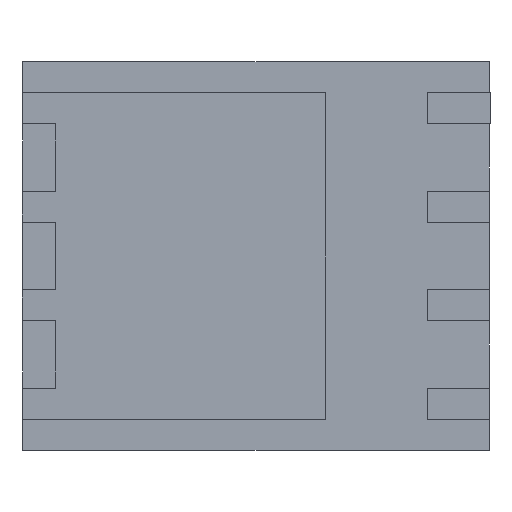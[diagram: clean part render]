
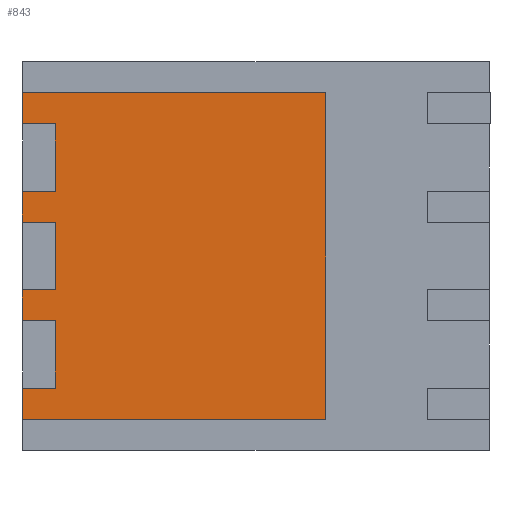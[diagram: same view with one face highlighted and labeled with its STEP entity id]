
A CAD part, front view. The second image highlights one B-rep face of the part: STEP entity #843.
In plain terms, the highlighted planar face has unit normal (0, -1, 0).
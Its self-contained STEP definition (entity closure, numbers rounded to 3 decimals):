
#45 = CARTESIAN_POINT ( 'NONE',  ( -2.58, -0.001, -0.83 ) ) ;
#67 = CARTESIAN_POINT ( 'NONE',  ( -3.01, -0.001, 2.1 ) ) ;
#91 = DIRECTION ( 'NONE',  ( 1., 0., 0. ) ) ;
#117 = VERTEX_POINT ( 'NONE', #45 ) ;
#134 = VERTEX_POINT ( 'NONE', #1092 ) ;
#142 = DIRECTION ( 'NONE',  ( 1., 0., 0. ) ) ;
#227 = VERTEX_POINT ( 'NONE', #2336 ) ;
#244 = LINE ( 'NONE', #3137, #2670 ) ;
#263 = PLANE ( 'NONE',  #1436 ) ;
#270 = VECTOR ( 'NONE', #2758, 1000. ) ;
#416 = VERTEX_POINT ( 'NONE', #2310 ) ;
#477 = DIRECTION ( 'NONE',  ( 1., 0., 0. ) ) ;
#478 = VECTOR ( 'NONE', #142, 1000. ) ;
#487 = DIRECTION ( 'NONE',  ( 0., 0., 1. ) ) ;
#530 = EDGE_CURVE ( 'NONE', #1540, #2256, #1201, .T. ) ;
#537 = LINE ( 'NONE', #1925, #1749 ) ;
#559 = EDGE_LOOP ( 'NONE', ( #675, #1968, #625, #589, #1985, #2826, #1042, #2429, #2668, #1722, #2087, #1992, #1821, #3144, #2403, #2841 ) ) ;
#589 = ORIENTED_EDGE ( 'NONE', *, *, #2501, .T. ) ;
#598 = DIRECTION ( 'NONE',  ( 0., 0., 1. ) ) ;
#600 = VERTEX_POINT ( 'NONE', #2340 ) ;
#625 = ORIENTED_EDGE ( 'NONE', *, *, #1965, .F. ) ;
#631 = VECTOR ( 'NONE', #1411, 1000. ) ;
#645 = CARTESIAN_POINT ( 'NONE',  ( -3.01, -0.001, -0.83 ) ) ;
#675 = ORIENTED_EDGE ( 'NONE', *, *, #2480, .T. ) ;
#723 = VECTOR ( 'NONE', #477, 1000. ) ;
#786 = VECTOR ( 'NONE', #598, 1000. ) ;
#816 = CARTESIAN_POINT ( 'NONE',  ( 0., -0.001, 0.83 ) ) ;
#827 = LINE ( 'NONE', #1967, #723 ) ;
#843 = ADVANCED_FACE ( 'NONE', ( #1495 ), #263, .F. ) ;
#893 = DIRECTION ( 'NONE',  ( 1., 0., 0. ) ) ;
#1005 = VERTEX_POINT ( 'NONE', #1176 ) ;
#1006 = CARTESIAN_POINT ( 'NONE',  ( -2.58, -0.001, -1.7 ) ) ;
#1008 = DIRECTION ( 'NONE',  ( 1., 0., 0. ) ) ;
#1024 = EDGE_CURVE ( 'NONE', #1763, #134, #2241, .T. ) ;
#1025 = VECTOR ( 'NONE', #91, 1000. ) ;
#1042 = ORIENTED_EDGE ( 'NONE', *, *, #1603, .F. ) ;
#1092 = CARTESIAN_POINT ( 'NONE',  ( 0.9, -0.001, 2.1 ) ) ;
#1176 = CARTESIAN_POINT ( 'NONE',  ( -2.58, -0.001, 1.7 ) ) ;
#1201 = LINE ( 'NONE', #1497, #1880 ) ;
#1222 = VECTOR ( 'NONE', #2235, 1000. ) ;
#1260 = CARTESIAN_POINT ( 'NONE',  ( 0., -0.001, -2.1 ) ) ;
#1264 = EDGE_CURVE ( 'NONE', #1540, #117, #827, .T. ) ;
#1268 = CARTESIAN_POINT ( 'NONE',  ( 0., -0.001, 0. ) ) ;
#1311 = CARTESIAN_POINT ( 'NONE',  ( -3.01, -0.001, 0.435 ) ) ;
#1355 = CARTESIAN_POINT ( 'NONE',  ( -3.01, -0.001, -0.435 ) ) ;
#1411 = DIRECTION ( 'NONE',  ( 0., 0., 1. ) ) ;
#1425 = VERTEX_POINT ( 'NONE', #1559 ) ;
#1436 = AXIS2_PLACEMENT_3D ( 'NONE', #1268, #2762, #2252 ) ;
#1487 = EDGE_CURVE ( 'NONE', #2593, #416, #2338, .T. ) ;
#1491 = CARTESIAN_POINT ( 'NONE',  ( -3.01, -0.001, 0. ) ) ;
#1495 = FACE_OUTER_BOUND ( 'NONE', #559, .T. ) ;
#1497 = CARTESIAN_POINT ( 'NONE',  ( -3.01, -0.001, 0. ) ) ;
#1525 = EDGE_CURVE ( 'NONE', #2256, #600, #2660, .T. ) ;
#1540 = VERTEX_POINT ( 'NONE', #645 ) ;
#1559 = CARTESIAN_POINT ( 'NONE',  ( -3.01, -0.001, 1.7 ) ) ;
#1594 = DIRECTION ( 'NONE',  ( 0., 0., 1. ) ) ;
#1603 = EDGE_CURVE ( 'NONE', #1653, #2593, #244, .T. ) ;
#1607 = CARTESIAN_POINT ( 'NONE',  ( -2.58, -0.001, 0. ) ) ;
#1623 = DIRECTION ( 'NONE',  ( 0., 0., 1. ) ) ;
#1653 = VERTEX_POINT ( 'NONE', #1311 ) ;
#1660 = CARTESIAN_POINT ( 'NONE',  ( 0., -0.001, 2.1 ) ) ;
#1722 = ORIENTED_EDGE ( 'NONE', *, *, #1525, .F. ) ;
#1749 = VECTOR ( 'NONE', #893, 1000. ) ;
#1763 = VERTEX_POINT ( 'NONE', #67 ) ;
#1788 = LINE ( 'NONE', #2096, #786 ) ;
#1821 = ORIENTED_EDGE ( 'NONE', *, *, #1853, .F. ) ;
#1853 = EDGE_CURVE ( 'NONE', #2689, #117, #1788, .T. ) ;
#1880 = VECTOR ( 'NONE', #1594, 1000. ) ;
#1882 = DIRECTION ( 'NONE',  ( 0., 0., 1. ) ) ;
#1898 = CARTESIAN_POINT ( 'NONE',  ( -2.58, -0.001, 0. ) ) ;
#1925 = CARTESIAN_POINT ( 'NONE',  ( 0., -0.001, 0.435 ) ) ;
#1941 = VECTOR ( 'NONE', #487, 1000. ) ;
#1962 = VERTEX_POINT ( 'NONE', #2895 ) ;
#1965 = EDGE_CURVE ( 'NONE', #1425, #1763, #3018, .T. ) ;
#1967 = CARTESIAN_POINT ( 'NONE',  ( 0., -0.001, -0.83 ) ) ;
#1968 = ORIENTED_EDGE ( 'NONE', *, *, #1024, .F. ) ;
#1971 = CARTESIAN_POINT ( 'NONE',  ( 0., -0.001, 1.7 ) ) ;
#1985 = ORIENTED_EDGE ( 'NONE', *, *, #2973, .F. ) ;
#1992 = ORIENTED_EDGE ( 'NONE', *, *, #1264, .T. ) ;
#1994 = CARTESIAN_POINT ( 'NONE',  ( -3.01, -0.001, -1.7 ) ) ;
#2021 = CARTESIAN_POINT ( 'NONE',  ( -3.01, -0.001, 0.83 ) ) ;
#2022 = VECTOR ( 'NONE', #2959, 1000. ) ;
#2087 = ORIENTED_EDGE ( 'NONE', *, *, #530, .F. ) ;
#2095 = CARTESIAN_POINT ( 'NONE',  ( -3.01, -0.001, -2.1 ) ) ;
#2096 = CARTESIAN_POINT ( 'NONE',  ( -2.58, -0.001, 0. ) ) ;
#2159 = CARTESIAN_POINT ( 'NONE',  ( -3.01, -0.001, 0. ) ) ;
#2171 = VERTEX_POINT ( 'NONE', #1994 ) ;
#2197 = VECTOR ( 'NONE', #2820, 1000. ) ;
#2208 = EDGE_CURVE ( 'NONE', #2903, #1962, #2930, .T. ) ;
#2229 = EDGE_CURVE ( 'NONE', #2903, #2171, #2892, .T. ) ;
#2235 = DIRECTION ( 'NONE',  ( 1., 0., 0. ) ) ;
#2241 = LINE ( 'NONE', #1660, #478 ) ;
#2250 = VECTOR ( 'NONE', #1623, 1000. ) ;
#2252 = DIRECTION ( 'NONE',  ( 0., 0., 1. ) ) ;
#2256 = VERTEX_POINT ( 'NONE', #1355 ) ;
#2257 = CARTESIAN_POINT ( 'NONE',  ( 0., -0.001, -1.7 ) ) ;
#2262 = LINE ( 'NONE', #2257, #2417 ) ;
#2299 = EDGE_CURVE ( 'NONE', #1653, #227, #537, .T. ) ;
#2310 = CARTESIAN_POINT ( 'NONE',  ( -2.58, -0.001, 0.83 ) ) ;
#2336 = CARTESIAN_POINT ( 'NONE',  ( -2.58, -0.001, 0.435 ) ) ;
#2337 = VECTOR ( 'NONE', #1008, 1000. ) ;
#2338 = LINE ( 'NONE', #816, #1025 ) ;
#2340 = CARTESIAN_POINT ( 'NONE',  ( -2.58, -0.001, -0.435 ) ) ;
#2403 = ORIENTED_EDGE ( 'NONE', *, *, #2229, .F. ) ;
#2417 = VECTOR ( 'NONE', #3021, 1000. ) ;
#2429 = ORIENTED_EDGE ( 'NONE', *, *, #2299, .T. ) ;
#2480 = EDGE_CURVE ( 'NONE', #1962, #134, #2614, .T. ) ;
#2501 = EDGE_CURVE ( 'NONE', #1425, #1005, #3045, .T. ) ;
#2573 = CARTESIAN_POINT ( 'NONE',  ( 0., -0.001, -0.435 ) ) ;
#2593 = VERTEX_POINT ( 'NONE', #2021 ) ;
#2599 = EDGE_CURVE ( 'NONE', #2171, #2689, #2262, .T. ) ;
#2614 = LINE ( 'NONE', #2981, #1941 ) ;
#2660 = LINE ( 'NONE', #2573, #2197 ) ;
#2668 = ORIENTED_EDGE ( 'NONE', *, *, #3230, .F. ) ;
#2670 = VECTOR ( 'NONE', #1882, 1000. ) ;
#2689 = VERTEX_POINT ( 'NONE', #1006 ) ;
#2758 = DIRECTION ( 'NONE',  ( 0., 0., 1. ) ) ;
#2762 = DIRECTION ( 'NONE',  ( 0., 1., 0. ) ) ;
#2820 = DIRECTION ( 'NONE',  ( 1., 0., 0. ) ) ;
#2826 = ORIENTED_EDGE ( 'NONE', *, *, #1487, .F. ) ;
#2841 = ORIENTED_EDGE ( 'NONE', *, *, #2208, .T. ) ;
#2867 = LINE ( 'NONE', #1898, #631 ) ;
#2892 = LINE ( 'NONE', #1491, #270 ) ;
#2895 = CARTESIAN_POINT ( 'NONE',  ( 0.9, -0.001, -2.1 ) ) ;
#2903 = VERTEX_POINT ( 'NONE', #2095 ) ;
#2930 = LINE ( 'NONE', #1260, #2337 ) ;
#2959 = DIRECTION ( 'NONE',  ( 0., 0., 1. ) ) ;
#2973 = EDGE_CURVE ( 'NONE', #416, #1005, #3181, .T. ) ;
#2981 = CARTESIAN_POINT ( 'NONE',  ( 0.9, -0.001, 0. ) ) ;
#3018 = LINE ( 'NONE', #2159, #2022 ) ;
#3021 = DIRECTION ( 'NONE',  ( 1., 0., 0. ) ) ;
#3045 = LINE ( 'NONE', #1971, #1222 ) ;
#3137 = CARTESIAN_POINT ( 'NONE',  ( -3.01, -0.001, 0. ) ) ;
#3144 = ORIENTED_EDGE ( 'NONE', *, *, #2599, .F. ) ;
#3181 = LINE ( 'NONE', #1607, #2250 ) ;
#3230 = EDGE_CURVE ( 'NONE', #600, #227, #2867, .T. ) ;
